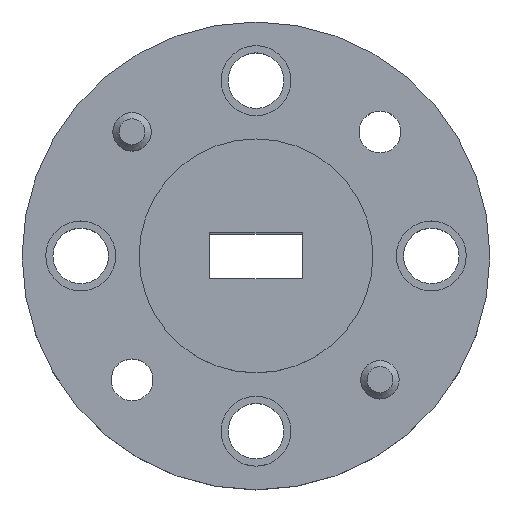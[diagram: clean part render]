
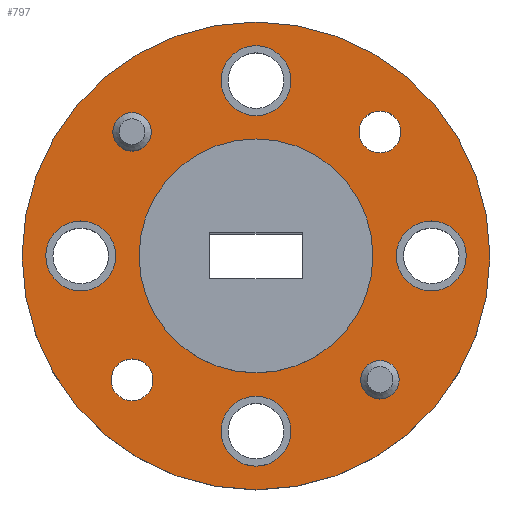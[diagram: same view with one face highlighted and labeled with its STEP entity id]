
A CAD part, top view. The second image highlights one B-rep face of the part: STEP entity #797.
In plain terms, the highlighted planar face has unit normal (0, 0, 1).
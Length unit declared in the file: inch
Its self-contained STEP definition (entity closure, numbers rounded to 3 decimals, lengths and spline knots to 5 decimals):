
#3 = DIRECTION ( 'NONE',  ( 1., 0., 0. ) ) ;
#30 = CARTESIAN_POINT ( 'NONE',  ( -0.16795, 0.1987, -0.032 ) ) ;
#38 = AXIS2_PLACEMENT_3D ( 'NONE', #895, #731, #1123 ) ;
#41 = DIRECTION ( 'NONE',  ( 1., 0., 0. ) ) ;
#63 = VERTEX_POINT ( 'NONE', #646 ) ;
#65 = CARTESIAN_POINT ( 'NONE',  ( 0.281, 0., -0.032 ) ) ;
#75 = ORIENTED_EDGE ( 'NONE', *, *, #150, .F. ) ;
#91 = EDGE_CURVE ( 'NONE', #130, #130, #296, .T. ) ;
#102 = FACE_BOUND ( 'NONE', #261, .T. ) ;
#128 = ORIENTED_EDGE ( 'NONE', *, *, #160, .T. ) ;
#130 = VERTEX_POINT ( 'NONE', #799 ) ;
#150 = EDGE_CURVE ( 'NONE', #918, #918, #1005, .T. ) ;
#160 = EDGE_CURVE ( 'NONE', #238, #238, #518, .T. ) ;
#168 = VERTEX_POINT ( 'NONE', #448 ) ;
#171 = CARTESIAN_POINT ( 'NONE',  ( 0., 0., -0.032 ) ) ;
#193 = EDGE_LOOP ( 'NONE', ( #836 ) ) ;
#197 = DIRECTION ( 'NONE',  ( 0., 0., 1. ) ) ;
#219 = EDGE_LOOP ( 'NONE', ( #1036 ) ) ;
#222 = FACE_BOUND ( 'NONE', #248, .T. ) ;
#238 = VERTEX_POINT ( 'NONE', #1106 ) ;
#248 = EDGE_LOOP ( 'NONE', ( #715 ) ) ;
#261 = EDGE_LOOP ( 'NONE', ( #1119 ) ) ;
#296 = CIRCLE ( 'NONE', #327, 0.1875 ) ;
#314 = AXIS2_PLACEMENT_3D ( 'NONE', #385, #787, #1164 ) ;
#321 = VERTEX_POINT ( 'NONE', #809 ) ;
#325 = EDGE_CURVE ( 'NONE', #1176, #1176, #398, .T. ) ;
#327 = AXIS2_PLACEMENT_3D ( 'NONE', #171, #1203, #341 ) ;
#328 = DIRECTION ( 'NONE',  ( 1., 0., 0. ) ) ;
#330 = EDGE_LOOP ( 'NONE', ( #528 ) ) ;
#331 = CIRCLE ( 'NONE', #38, 0.03075 ) ;
#336 = EDGE_LOOP ( 'NONE', ( #75 ) ) ;
#339 = VERTEX_POINT ( 'NONE', #465 ) ;
#341 = DIRECTION ( 'NONE',  ( 1., 0., 0. ) ) ;
#347 = AXIS2_PLACEMENT_3D ( 'NONE', #869, #197, #580 ) ;
#352 = AXIS2_PLACEMENT_3D ( 'NONE', #536, #1195, #817 ) ;
#367 = DIRECTION ( 'NONE',  ( 0., 0., 1. ) ) ;
#385 = CARTESIAN_POINT ( 'NONE',  ( -0.281, 0., -0.032 ) ) ;
#393 = FACE_OUTER_BOUND ( 'NONE', #562, .T. ) ;
#398 = CIRCLE ( 'NONE', #665, 0.056 ) ;
#437 = EDGE_LOOP ( 'NONE', ( #989 ) ) ;
#448 = CARTESIAN_POINT ( 'NONE',  ( 0.22945, -0.1987, -0.032 ) ) ;
#465 = CARTESIAN_POINT ( 'NONE',  ( 0.337, 0., -0.032 ) ) ;
#469 = EDGE_CURVE ( 'NONE', #321, #321, #910, .T. ) ;
#490 = FACE_BOUND ( 'NONE', #1157, .T. ) ;
#499 = FACE_BOUND ( 'NONE', #193, .T. ) ;
#511 = CARTESIAN_POINT ( 'NONE',  ( -0.225, 0., -0.032 ) ) ;
#518 = CIRCLE ( 'NONE', #347, 0.375 ) ;
#527 = CARTESIAN_POINT ( 'NONE',  ( -0.1987, -0.1987, -0.032 ) ) ;
#528 = ORIENTED_EDGE ( 'NONE', *, *, #862, .F. ) ;
#536 = CARTESIAN_POINT ( 'NONE',  ( 0.1987, 0.1987, -0.032 ) ) ;
#562 = EDGE_LOOP ( 'NONE', ( #128 ) ) ;
#580 = DIRECTION ( 'NONE',  ( 1., 0., 0. ) ) ;
#587 = FACE_BOUND ( 'NONE', #336, .T. ) ;
#611 = CARTESIAN_POINT ( 'NONE',  ( 0.056, -0.281, -0.032 ) ) ;
#613 = CARTESIAN_POINT ( 'NONE',  ( 0., 0.281, -0.032 ) ) ;
#646 = CARTESIAN_POINT ( 'NONE',  ( 0.056, 0.281, -0.032 ) ) ;
#663 = CARTESIAN_POINT ( 'NONE',  ( -0.1987, 0.1987, -0.032 ) ) ;
#665 = AXIS2_PLACEMENT_3D ( 'NONE', #925, #1114, #1136 ) ;
#689 = CARTESIAN_POINT ( 'NONE',  ( 0., 0., -0.032 ) ) ;
#707 = DIRECTION ( 'NONE',  ( 0., 0., 1. ) ) ;
#715 = ORIENTED_EDGE ( 'NONE', *, *, #902, .F. ) ;
#728 = ORIENTED_EDGE ( 'NONE', *, *, #325, .F. ) ;
#731 = DIRECTION ( 'NONE',  ( 0., 0., 1. ) ) ;
#774 = DIRECTION ( 'NONE',  ( 0., 0., 1. ) ) ;
#782 = EDGE_LOOP ( 'NONE', ( #728 ) ) ;
#787 = DIRECTION ( 'NONE',  ( 0., 0., 1. ) ) ;
#789 = ORIENTED_EDGE ( 'NONE', *, *, #1059, .F. ) ;
#797 = ADVANCED_FACE ( 'NONE', ( #874, #587, #222, #968, #102, #490, #870, #1170, #499, #393 ), #1167, .T. ) ;
#799 = CARTESIAN_POINT ( 'NONE',  ( 0.1875, 0., -0.032 ) ) ;
#807 = EDGE_CURVE ( 'NONE', #996, #996, #971, .T. ) ;
#809 = CARTESIAN_POINT ( 'NONE',  ( -0.1652, -0.1987, -0.032 ) ) ;
#817 = DIRECTION ( 'NONE',  ( 1., 0., 0. ) ) ;
#836 = ORIENTED_EDGE ( 'NONE', *, *, #91, .F. ) ;
#862 = EDGE_CURVE ( 'NONE', #1007, #1007, #1088, .T. ) ;
#869 = CARTESIAN_POINT ( 'NONE',  ( 0., 0., -0.032 ) ) ;
#870 = FACE_BOUND ( 'NONE', #330, .T. ) ;
#874 = FACE_BOUND ( 'NONE', #219, .T. ) ;
#885 = CIRCLE ( 'NONE', #1131, 0.056 ) ;
#895 = CARTESIAN_POINT ( 'NONE',  ( 0.1987, -0.1987, -0.032 ) ) ;
#902 = EDGE_CURVE ( 'NONE', #63, #63, #885, .T. ) ;
#910 = CIRCLE ( 'NONE', #1175, 0.0335 ) ;
#918 = VERTEX_POINT ( 'NONE', #30 ) ;
#920 = AXIS2_PLACEMENT_3D ( 'NONE', #689, #774, #3 ) ;
#925 = CARTESIAN_POINT ( 'NONE',  ( 0., -0.281, -0.032 ) ) ;
#953 = DIRECTION ( 'NONE',  ( 0., 0., 1. ) ) ;
#956 = EDGE_CURVE ( 'NONE', #168, #168, #331, .T. ) ;
#968 = FACE_BOUND ( 'NONE', #782, .T. ) ;
#971 = CIRCLE ( 'NONE', #314, 0.056 ) ;
#989 = ORIENTED_EDGE ( 'NONE', *, *, #469, .F. ) ;
#996 = VERTEX_POINT ( 'NONE', #511 ) ;
#1005 = CIRCLE ( 'NONE', #1024, 0.03075 ) ;
#1007 = VERTEX_POINT ( 'NONE', #1094 ) ;
#1024 = AXIS2_PLACEMENT_3D ( 'NONE', #663, #953, #1063 ) ;
#1029 = CIRCLE ( 'NONE', #1089, 0.056 ) ;
#1033 = DIRECTION ( 'NONE',  ( 1., 0., 0. ) ) ;
#1036 = ORIENTED_EDGE ( 'NONE', *, *, #956, .F. ) ;
#1059 = EDGE_CURVE ( 'NONE', #339, #339, #1029, .T. ) ;
#1063 = DIRECTION ( 'NONE',  ( 1., 0., 0. ) ) ;
#1088 = CIRCLE ( 'NONE', #352, 0.0335 ) ;
#1089 = AXIS2_PLACEMENT_3D ( 'NONE', #65, #367, #1033 ) ;
#1094 = CARTESIAN_POINT ( 'NONE',  ( 0.2322, 0.1987, -0.032 ) ) ;
#1106 = CARTESIAN_POINT ( 'NONE',  ( 0.375, 0., -0.032 ) ) ;
#1114 = DIRECTION ( 'NONE',  ( 0., 0., 1. ) ) ;
#1119 = ORIENTED_EDGE ( 'NONE', *, *, #807, .F. ) ;
#1123 = DIRECTION ( 'NONE',  ( 1., 0., 0. ) ) ;
#1131 = AXIS2_PLACEMENT_3D ( 'NONE', #613, #707, #328 ) ;
#1136 = DIRECTION ( 'NONE',  ( 1., 0., 0. ) ) ;
#1157 = EDGE_LOOP ( 'NONE', ( #789 ) ) ;
#1164 = DIRECTION ( 'NONE',  ( 1., 0., 0. ) ) ;
#1167 = PLANE ( 'NONE',  #920 ) ;
#1170 = FACE_BOUND ( 'NONE', #437, .T. ) ;
#1175 = AXIS2_PLACEMENT_3D ( 'NONE', #527, #1197, #41 ) ;
#1176 = VERTEX_POINT ( 'NONE', #611 ) ;
#1195 = DIRECTION ( 'NONE',  ( 0., 0., 1. ) ) ;
#1197 = DIRECTION ( 'NONE',  ( 0., 0., 1. ) ) ;
#1203 = DIRECTION ( 'NONE',  ( 0., 0., 1. ) ) ;
